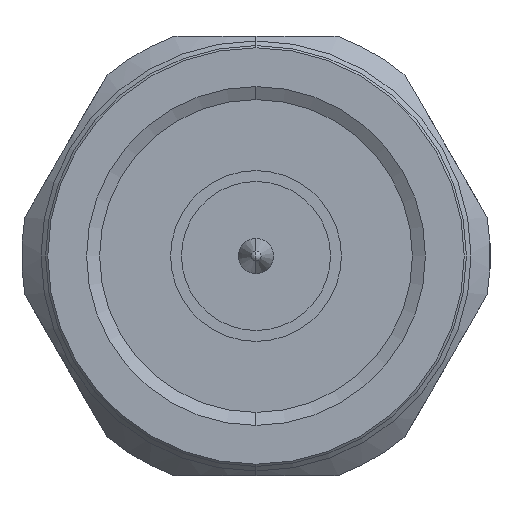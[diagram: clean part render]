
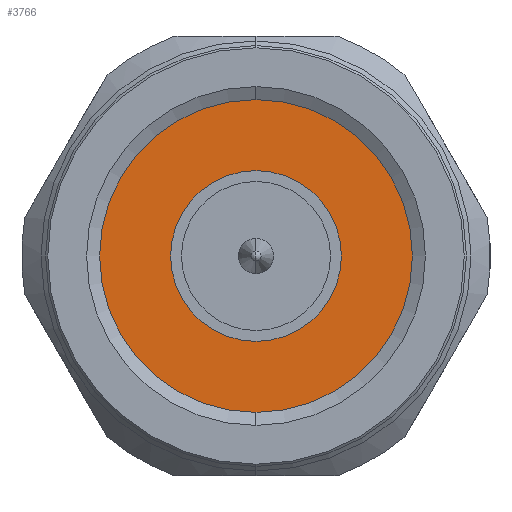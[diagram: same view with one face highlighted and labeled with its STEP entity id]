
A CAD part, left-side view. The second image highlights one B-rep face of the part: STEP entity #3766.
In plain terms, the highlighted planar face has unit normal (-1, 0, 0).
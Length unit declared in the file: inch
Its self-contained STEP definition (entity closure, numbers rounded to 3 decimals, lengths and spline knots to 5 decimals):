
#34 = CARTESIAN_POINT ( 'NONE',  ( 0.41653, 0., 0. ) ) ;
#116 = CIRCLE ( 'NONE', #2522, 0.34395 ) ;
#328 = DIRECTION ( 'NONE',  ( 0., 0., 1. ) ) ;
#461 = ORIENTED_EDGE ( 'NONE', *, *, #851, .T. ) ;
#557 = CARTESIAN_POINT ( 'NONE',  ( 0.41653, 0., 0. ) ) ;
#579 = CARTESIAN_POINT ( 'NONE',  ( 0.41653, 0., 0.34395 ) ) ;
#683 = CARTESIAN_POINT ( 'NONE',  ( 0.41653, 0., -0.15748 ) ) ;
#851 = EDGE_CURVE ( 'NONE', #2462, #1686, #116, .T. ) ;
#1088 = AXIS2_PLACEMENT_3D ( 'NONE', #3243, #1269, #1963 ) ;
#1120 = CARTESIAN_POINT ( 'NONE',  ( 0.41653, 0., 0.15748 ) ) ;
#1215 = ORIENTED_EDGE ( 'NONE', *, *, #2243, .T. ) ;
#1237 = CIRCLE ( 'NONE', #2946, 0.15748 ) ;
#1269 = DIRECTION ( 'NONE',  ( 1., 0., 0. ) ) ;
#1300 = DIRECTION ( 'NONE',  ( -1., 0., 0. ) ) ;
#1440 = EDGE_CURVE ( 'NONE', #1890, #2567, #2183, .T. ) ;
#1510 = AXIS2_PLACEMENT_3D ( 'NONE', #4189, #2583, #328 ) ;
#1655 = PLANE ( 'NONE',  #1088 ) ;
#1686 = VERTEX_POINT ( 'NONE', #2457 ) ;
#1834 = EDGE_LOOP ( 'NONE', ( #2679, #2794 ) ) ;
#1870 = DIRECTION ( 'NONE',  ( -1., 0., 0. ) ) ;
#1890 = VERTEX_POINT ( 'NONE', #683 ) ;
#1963 = DIRECTION ( 'NONE',  ( 0., 0., -1. ) ) ;
#2183 = CIRCLE ( 'NONE', #4091, 0.15748 ) ;
#2229 = EDGE_CURVE ( 'NONE', #2567, #1890, #1237, .T. ) ;
#2243 = EDGE_CURVE ( 'NONE', #1686, #2462, #2255, .T. ) ;
#2255 = CIRCLE ( 'NONE', #1510, 0.34395 ) ;
#2457 = CARTESIAN_POINT ( 'NONE',  ( 0.41653, 0., -0.34395 ) ) ;
#2462 = VERTEX_POINT ( 'NONE', #579 ) ;
#2522 = AXIS2_PLACEMENT_3D ( 'NONE', #34, #2960, #3003 ) ;
#2567 = VERTEX_POINT ( 'NONE', #1120 ) ;
#2577 = FACE_BOUND ( 'NONE', #1834, .T. ) ;
#2583 = DIRECTION ( 'NONE',  ( -1., 0., 0. ) ) ;
#2679 = ORIENTED_EDGE ( 'NONE', *, *, #2229, .F. ) ;
#2794 = ORIENTED_EDGE ( 'NONE', *, *, #1440, .F. ) ;
#2946 = AXIS2_PLACEMENT_3D ( 'NONE', #3583, #1300, #3604 ) ;
#2959 = FACE_OUTER_BOUND ( 'NONE', #3025, .T. ) ;
#2960 = DIRECTION ( 'NONE',  ( -1., 0., 0. ) ) ;
#3003 = DIRECTION ( 'NONE',  ( 0., 0., 1. ) ) ;
#3025 = EDGE_LOOP ( 'NONE', ( #461, #1215 ) ) ;
#3243 = CARTESIAN_POINT ( 'NONE',  ( 0.41653, 0.34395, 0. ) ) ;
#3583 = CARTESIAN_POINT ( 'NONE',  ( 0.41653, 0., 0. ) ) ;
#3604 = DIRECTION ( 'NONE',  ( 0., 0., 1. ) ) ;
#3766 = ADVANCED_FACE ( 'NONE', ( #2577, #2959 ), #1655, .F. ) ;
#3838 = DIRECTION ( 'NONE',  ( 0., 0., 1. ) ) ;
#4091 = AXIS2_PLACEMENT_3D ( 'NONE', #557, #1870, #3838 ) ;
#4189 = CARTESIAN_POINT ( 'NONE',  ( 0.41653, 0., 0. ) ) ;
